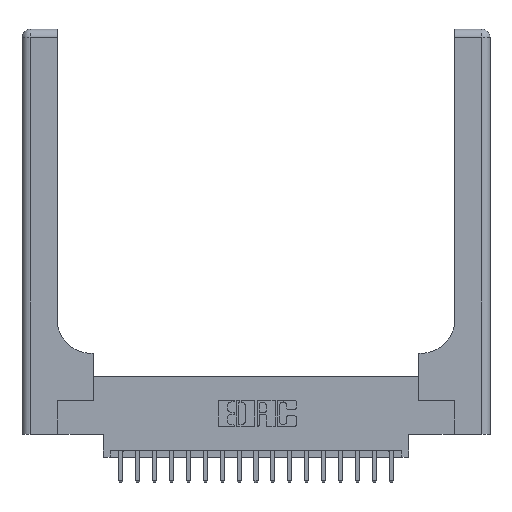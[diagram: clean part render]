
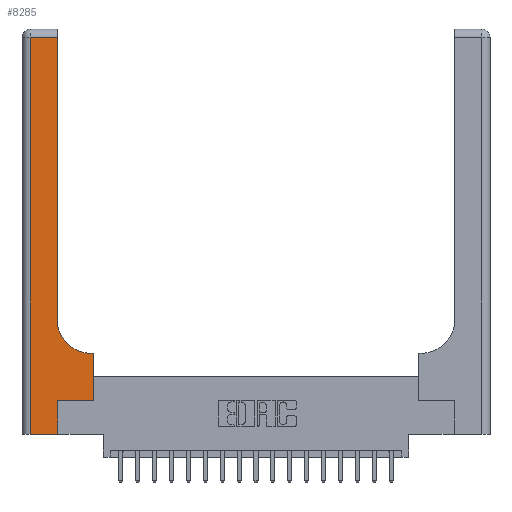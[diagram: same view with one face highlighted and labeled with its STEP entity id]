
A CAD part, top view. The second image highlights one B-rep face of the part: STEP entity #8285.
In plain terms, the highlighted planar face has unit normal (0, 0, 1).
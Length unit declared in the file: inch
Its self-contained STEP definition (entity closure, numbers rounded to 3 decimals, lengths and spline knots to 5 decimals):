
#455 = EDGE_CURVE ( 'NONE', #18162, #4144, #13146, .T. ) ;
#487 = VECTOR ( 'NONE', #10494, 39.37008 ) ;
#687 = VERTEX_POINT ( 'NONE', #8589 ) ;
#798 = CARTESIAN_POINT ( 'NONE',  ( 0.26, 2.94, 0.37 ) ) ;
#2009 = CARTESIAN_POINT ( 'NONE',  ( 0., 2.94, 0.37 ) ) ;
#2109 = DIRECTION ( 'NONE',  ( -1., 0., 0. ) ) ;
#2310 = CARTESIAN_POINT ( 'NONE',  ( 0.26, 3., 0.37 ) ) ;
#2552 = EDGE_CURVE ( 'NONE', #12507, #18576, #4215, .T. ) ;
#2952 = VECTOR ( 'NONE', #14031, 39.37008 ) ;
#3870 = EDGE_LOOP ( 'NONE', ( #13589, #14453, #10015, #5878, #19246, #8388, #12302, #8262, #13703 ) ) ;
#4139 = EDGE_CURVE ( 'NONE', #9012, #15439, #11907, .T. ) ;
#4144 = VERTEX_POINT ( 'NONE', #798 ) ;
#4215 = LINE ( 'NONE', #12154, #487 ) ;
#4217 = VECTOR ( 'NONE', #2109, 39.37008 ) ;
#4587 = EDGE_CURVE ( 'NONE', #19267, #12507, #10113, .T. ) ;
#4794 = DIRECTION ( 'NONE',  ( 0., 1., 0. ) ) ;
#5007 = DIRECTION ( 'NONE',  ( 1., 0., 0. ) ) ;
#5604 = LINE ( 'NONE', #10229, #11690 ) ;
#5720 = EDGE_CURVE ( 'NONE', #18576, #8353, #5604, .T. ) ;
#5878 = ORIENTED_EDGE ( 'NONE', *, *, #4587, .T. ) ;
#6766 = CARTESIAN_POINT ( 'NONE',  ( 0.26, 0.85, 0.37 ) ) ;
#6834 = AXIS2_PLACEMENT_3D ( 'NONE', #14102, #9344, #5007 ) ;
#7273 = DIRECTION ( 'NONE',  ( -1., 0., 0. ) ) ;
#7619 = CARTESIAN_POINT ( 'NONE',  ( 0.06, 0., 0.37 ) ) ;
#7639 = LINE ( 'NONE', #13931, #2952 ) ;
#7823 = CARTESIAN_POINT ( 'NONE',  ( 0., 3., 0.37 ) ) ;
#8087 = CARTESIAN_POINT ( 'NONE',  ( 0.528, 0.25, 0.37 ) ) ;
#8178 = LINE ( 'NONE', #2009, #4217 ) ;
#8219 = FACE_OUTER_BOUND ( 'NONE', #3870, .T. ) ;
#8262 = ORIENTED_EDGE ( 'NONE', *, *, #4139, .T. ) ;
#8285 = ADVANCED_FACE ( 'NONE', ( #8219 ), #15853, .F. ) ;
#8353 = VERTEX_POINT ( 'NONE', #12989 ) ;
#8388 = ORIENTED_EDGE ( 'NONE', *, *, #5720, .T. ) ;
#8589 = CARTESIAN_POINT ( 'NONE',  ( 0.06, 2.94, 0.37 ) ) ;
#8801 = VECTOR ( 'NONE', #9718, 39.37008 ) ;
#9012 = VERTEX_POINT ( 'NONE', #13684 ) ;
#9344 = DIRECTION ( 'NONE',  ( 0., 0., -1. ) ) ;
#9718 = DIRECTION ( 'NONE',  ( 0., 1., 0. ) ) ;
#9966 = EDGE_CURVE ( 'NONE', #15439, #18162, #12431, .T. ) ;
#10015 = ORIENTED_EDGE ( 'NONE', *, *, #17523, .T. ) ;
#10113 = LINE ( 'NONE', #16415, #16939 ) ;
#10229 = CARTESIAN_POINT ( 'NONE',  ( 0.265, 0.25, 0.37 ) ) ;
#10494 = DIRECTION ( 'NONE',  ( 0., 1., 0. ) ) ;
#10497 = EDGE_CURVE ( 'NONE', #4144, #687, #8178, .T. ) ;
#10871 = CARTESIAN_POINT ( 'NONE',  ( 0.51, 0.6, 0.37 ) ) ;
#10885 = LINE ( 'NONE', #8087, #11581 ) ;
#11581 = VECTOR ( 'NONE', #4794, 39.37008 ) ;
#11690 = VECTOR ( 'NONE', #18290, 39.37008 ) ;
#11907 = LINE ( 'NONE', #16653, #19542 ) ;
#12154 = CARTESIAN_POINT ( 'NONE',  ( 0.265, 0., 0.37 ) ) ;
#12302 = ORIENTED_EDGE ( 'NONE', *, *, #19902, .T. ) ;
#12428 = CARTESIAN_POINT ( 'NONE',  ( 0.265, 0.25, 0.37 ) ) ;
#12431 = CIRCLE ( 'NONE', #6834, 0.25 ) ;
#12507 = VERTEX_POINT ( 'NONE', #14907 ) ;
#12682 = DIRECTION ( 'NONE',  ( -1., 0., 0. ) ) ;
#12780 = DIRECTION ( 'NONE',  ( 0., 0., -1. ) ) ;
#12989 = CARTESIAN_POINT ( 'NONE',  ( 0.528, 0.25, 0.37 ) ) ;
#13146 = LINE ( 'NONE', #2310, #8801 ) ;
#13589 = ORIENTED_EDGE ( 'NONE', *, *, #455, .T. ) ;
#13684 = CARTESIAN_POINT ( 'NONE',  ( 0.528, 0.6, 0.37 ) ) ;
#13703 = ORIENTED_EDGE ( 'NONE', *, *, #9966, .T. ) ;
#13931 = CARTESIAN_POINT ( 'NONE',  ( 0.06, 3., 0.37 ) ) ;
#14031 = DIRECTION ( 'NONE',  ( 0., -1., 0. ) ) ;
#14102 = CARTESIAN_POINT ( 'NONE',  ( 0.51, 0.85, 0.37 ) ) ;
#14453 = ORIENTED_EDGE ( 'NONE', *, *, #10497, .T. ) ;
#14907 = CARTESIAN_POINT ( 'NONE',  ( 0.265, 0., 0.37 ) ) ;
#15439 = VERTEX_POINT ( 'NONE', #10871 ) ;
#15853 = PLANE ( 'NONE',  #19660 ) ;
#16415 = CARTESIAN_POINT ( 'NONE',  ( 0., 0., 0.37 ) ) ;
#16524 = DIRECTION ( 'NONE',  ( 1., 0., 0. ) ) ;
#16653 = CARTESIAN_POINT ( 'NONE',  ( 0.26, 0.6, 0.37 ) ) ;
#16939 = VECTOR ( 'NONE', #16524, 39.37008 ) ;
#17523 = EDGE_CURVE ( 'NONE', #687, #19267, #7639, .T. ) ;
#18162 = VERTEX_POINT ( 'NONE', #6766 ) ;
#18290 = DIRECTION ( 'NONE',  ( 1., 0., 0. ) ) ;
#18576 = VERTEX_POINT ( 'NONE', #12428 ) ;
#19246 = ORIENTED_EDGE ( 'NONE', *, *, #2552, .T. ) ;
#19267 = VERTEX_POINT ( 'NONE', #7619 ) ;
#19542 = VECTOR ( 'NONE', #7273, 39.37008 ) ;
#19660 = AXIS2_PLACEMENT_3D ( 'NONE', #7823, #12780, #12682 ) ;
#19902 = EDGE_CURVE ( 'NONE', #8353, #9012, #10885, .T. ) ;
